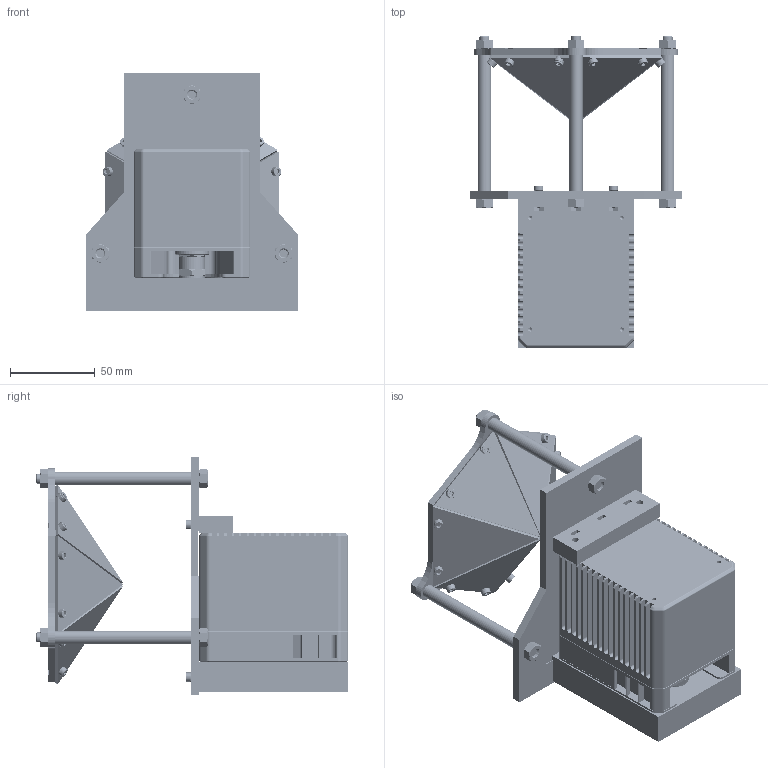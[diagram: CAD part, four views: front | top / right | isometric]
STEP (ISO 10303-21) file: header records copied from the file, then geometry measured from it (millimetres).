
FILE_DESCRIPTION(/* description */ (''),/* implementation_level */ '2;1');
FILE_NAME(/* name */ 'livox_mirror_rev2 v10.step',/* time_stamp */ '2021-08-14T02:36:45+02:00',/* author */ (''),/* organization */ (''),/* preprocessor_version */ 'ST-DEVELOPER v18.1',/* originating_system */ 'Autodesk Translation Framework v10.9.0.1377',/* authorisation */ '');
FILE_SCHEMA (('AUTOMOTIVE_DESIGN { 1 0 10303 214 3 1 1 }'));
Length unit declared in the file: millimetre
Products named in the file (13): livox_mirror_rev2; MID-40 3D Model and FOV Shape v1; MID-40; livox_mirro_hex; Pyramid; Mirror; DIN912_M3x6_screw; FacePlate; Bottom_Support; Pipe8x1x80; M6_thread_rod_100mm; DIN931_M6_Nut; DIN912_M3x10
Assembly tree (43 placements, depth 3):
  livox_mirror_rev2
    MID-40 3D Model and FOV Shape v1
      MID-40
    livox_mirro_hex
      Mirror  x6
      Pyramid
      DIN912_M3x6_screw  x13
    FacePlate
    Bottom_Support
    Pipe8x1x80  x3
    M6_thread_rod_100mm  x3
    DIN931_M6_Nut  x6
    DIN912_M3x10  x6
Bounding box: 125 x 184.5 x 140 mm (x, y, z)
Volume: 708549.4 mm3; surface area: 176434.5 mm2
Topology: 42 solids, 43 shells, 2153 faces, 5455 edges, 3455 vertices
Faces by surface type: cylinder 955, plane 757, cone 374, bspline 50, torus 17
Full cylindrical faces by diameter (mm): 2.35 x238, 2.5 x8, 2.529 x7, 3 x259, 3.2 x45, 4 x10, 4.701 x18, 5.5 x19, 5.884 x3, 6 x30, 6.1 x3, 7.6 x2, 8 x3, 8.2 x1, 8.4 x1, 10 x1, 12.8 x1, 15.6 x2, 20 x1
Entity records: 39492 total; most frequent: CARTESIAN_POINT 13227, ORIENTED_EDGE 5398, DIRECTION 5355, EDGE_CURVE 2699, AXIS2_PLACEMENT_3D 1825, VERTEX_POINT 1735, LINE 1705, VECTOR 1705
